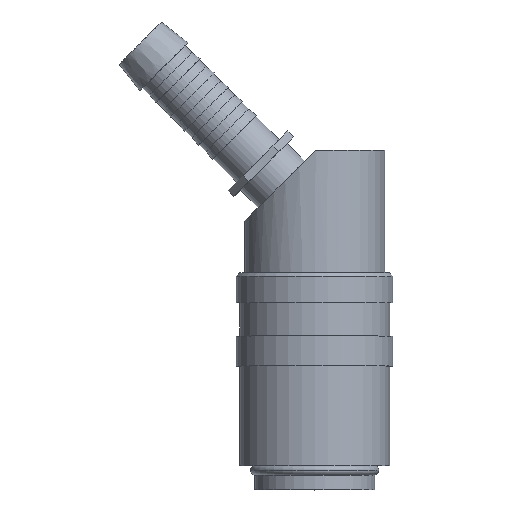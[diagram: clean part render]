
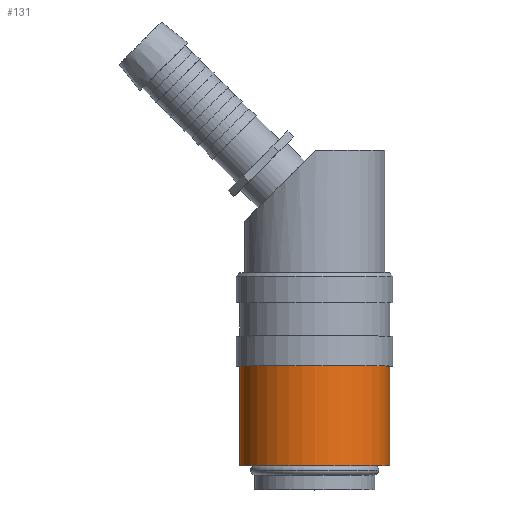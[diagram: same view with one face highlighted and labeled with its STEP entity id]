
A CAD part, top view. The second image highlights one B-rep face of the part: STEP entity #131.
In plain terms, the highlighted cylindrical face has radius 11.25 mm (diameter 22.5 mm), a partial arc.
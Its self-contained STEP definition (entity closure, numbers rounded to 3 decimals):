
#131=ADVANCED_FACE('',(#320),#321,.T.);
#320=FACE_OUTER_BOUND('',#575,.T.);
#321=CYLINDRICAL_SURFACE('',#576,11.25);
#575=EDGE_LOOP('',(#901,#902,#903,#904));
#576=AXIS2_PLACEMENT_3D('',#905,#906,#907);
#901=ORIENTED_EDGE('',*,*,#1483,.T.);
#902=ORIENTED_EDGE('',*,*,#1484,.F.);
#903=ORIENTED_EDGE('',*,*,#1485,.T.);
#904=ORIENTED_EDGE('',*,*,#1486,.T.);
#905=CARTESIAN_POINT('',(0.0,11.1,0.0));
#906=DIRECTION('',(-0.0,1.0,0.0));
#907=DIRECTION('',(1.0,0.0,0.0));
#1483=EDGE_CURVE('',#1777,#1778,#1779,.T.);
#1484=EDGE_CURVE('',#1780,#1778,#1781,.T.);
#1485=EDGE_CURVE('',#1780,#1782,#1783,.T.);
#1486=EDGE_CURVE('',#1782,#1777,#1784,.T.);
#1777=VERTEX_POINT('',#2199);
#1778=VERTEX_POINT('',#2200);
#1779=LINE('',#2201,#2202);
#1780=VERTEX_POINT('',#2203);
#1781=CIRCLE('',#2204,11.25);
#1782=VERTEX_POINT('',#2205);
#1783=LINE('',#2206,#2207);
#1784=CIRCLE('',#2208,11.25);
#2199=CARTESIAN_POINT('',(11.25,3.6,0.0));
#2200=CARTESIAN_POINT('',(11.25,18.6,0.0));
#2201=CARTESIAN_POINT('',(11.25,11.1,0.));
#2202=VECTOR('',#2638,1.0);
#2203=CARTESIAN_POINT('',(-11.25,18.6,0.));
#2204=AXIS2_PLACEMENT_3D('',#2639,#2640,#2641);
#2205=CARTESIAN_POINT('',(-11.25,3.6,0.));
#2206=CARTESIAN_POINT('',(-11.25,11.1,0.));
#2207=VECTOR('',#2642,1.0);
#2208=AXIS2_PLACEMENT_3D('',#2643,#2644,#2645);
#2638=DIRECTION('',(0.0,1.0,0.0));
#2639=CARTESIAN_POINT('',(0.0,18.6,0.0));
#2640=DIRECTION('',(-0.0,1.0,0.0));
#2641=DIRECTION('',(1.0,0.0,0.0));
#2642=DIRECTION('',(-0.0,-1.0,-0.0));
#2643=CARTESIAN_POINT('',(0.0,3.6,0.0));
#2644=DIRECTION('',(-0.0,1.0,0.0));
#2645=DIRECTION('',(1.0,0.0,0.0));
